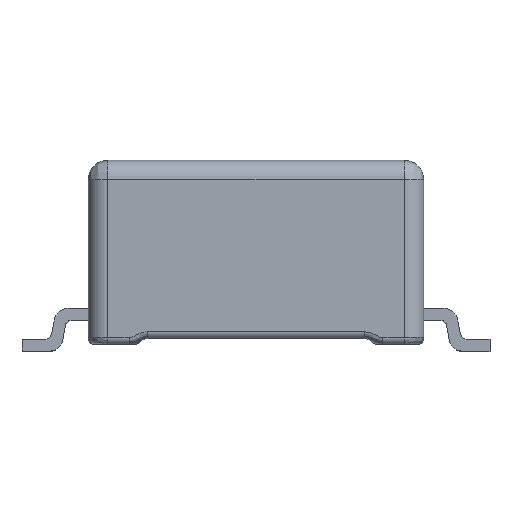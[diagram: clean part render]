
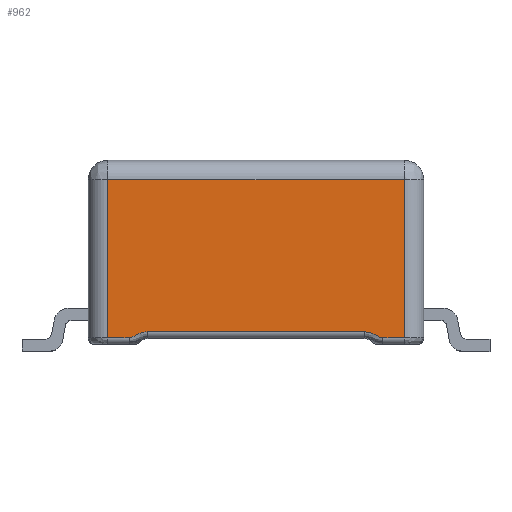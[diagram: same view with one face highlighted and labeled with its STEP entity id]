
A CAD part, top view. The second image highlights one B-rep face of the part: STEP entity #962.
In plain terms, the highlighted planar face has unit normal (0, 0, 1).
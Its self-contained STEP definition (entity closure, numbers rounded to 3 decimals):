
#184 = VERTEX_POINT('',#185);
#185 = CARTESIAN_POINT('',(-3.16,-0.41,0.));
#192 = EDGE_CURVE('',#184,#193,#195,.T.);
#193 = VERTEX_POINT('',#194);
#194 = CARTESIAN_POINT('',(3.16,-0.41,0.));
#195 = LINE('',#196,#197);
#196 = CARTESIAN_POINT('',(0.,-0.41,0.));
#197 = VECTOR('',#198,1.);
#198 = DIRECTION('',(1.,0.,-0.));
#962 = ADVANCED_FACE('',(#963),#1054,.T.);
#963 = FACE_BOUND('',#964,.T.);
#964 = EDGE_LOOP('',(#965,#966,#974,#982,#1005,#1013,#1040,#1048));
#965 = ORIENTED_EDGE('',*,*,#192,.F.);
#966 = ORIENTED_EDGE('',*,*,#967,.T.);
#967 = EDGE_CURVE('',#184,#968,#970,.T.);
#968 = VERTEX_POINT('',#969);
#969 = CARTESIAN_POINT('',(-3.16,-3.78,0.));
#970 = LINE('',#971,#972);
#971 = CARTESIAN_POINT('',(-3.16,0.,0.));
#972 = VECTOR('',#973,1.);
#973 = DIRECTION('',(-0.,-1.,-0.));
#974 = ORIENTED_EDGE('',*,*,#975,.T.);
#975 = EDGE_CURVE('',#968,#976,#978,.T.);
#976 = VERTEX_POINT('',#977);
#977 = CARTESIAN_POINT('',(-2.7,-3.78,0.));
#978 = LINE('',#979,#980);
#979 = CARTESIAN_POINT('',(0.,-3.78,0.));
#980 = VECTOR('',#981,1.);
#981 = DIRECTION('',(1.,0.,-0.));
#982 = ORIENTED_EDGE('',*,*,#983,.T.);
#983 = EDGE_CURVE('',#976,#984,#986,.T.);
#984 = VERTEX_POINT('',#985);
#985 = CARTESIAN_POINT('',(-2.312,-3.65,0.));
#986 = B_SPLINE_CURVE_WITH_KNOTS('',3,(#987,#988,#989,#990,#991,#992,
    #993,#994,#995,#996,#997,#998,#999,#1000,#1001,#1002,#1003,#1004),
  .UNSPECIFIED.,.F.,.F.,(4,1,2,2,2,1,1,1,2,2,4),(0.,0.063,0.094,
    0.125,0.25,0.375,0.438,0.469,0.484,0.5,1.),.UNSPECIFIED.);
#987 = CARTESIAN_POINT('',(-2.7,-3.78,0.));
#988 = CARTESIAN_POINT('',(-2.692,-3.78,0.));
#989 = CARTESIAN_POINT('',(-2.68,-3.778,-0.));
#990 = CARTESIAN_POINT('',(-2.667,-3.775,-0.));
#991 = CARTESIAN_POINT('',(-2.659,-3.772,-0.));
#992 = CARTESIAN_POINT('',(-2.653,-3.77,0.));
#993 = CARTESIAN_POINT('',(-2.64,-3.765,-0.));
#994 = CARTESIAN_POINT('',(-2.626,-3.758,0.));
#995 = CARTESIAN_POINT('',(-2.581,-3.733,-0.));
#996 = CARTESIAN_POINT('',(-2.553,-3.718,-0.));
#997 = CARTESIAN_POINT('',(-2.529,-3.705,-0.));
#998 = CARTESIAN_POINT('',(-2.52,-3.701,-0.));
#999 = CARTESIAN_POINT('',(-2.516,-3.699,-0.));
#1000 = CARTESIAN_POINT('',(-2.514,-3.698,-0.));
#1001 = CARTESIAN_POINT('',(-2.514,-3.698,0.));
#1002 = CARTESIAN_POINT('',(-2.445,-3.666,-0.));
#1003 = CARTESIAN_POINT('',(-2.378,-3.65,0.));
#1004 = CARTESIAN_POINT('',(-2.312,-3.65,0.));
#1005 = ORIENTED_EDGE('',*,*,#1006,.T.);
#1006 = EDGE_CURVE('',#984,#1007,#1009,.T.);
#1007 = VERTEX_POINT('',#1008);
#1008 = CARTESIAN_POINT('',(2.312,-3.65,0.));
#1009 = LINE('',#1010,#1011);
#1010 = CARTESIAN_POINT('',(0.,-3.65,0.));
#1011 = VECTOR('',#1012,1.);
#1012 = DIRECTION('',(1.,0.,-0.));
#1013 = ORIENTED_EDGE('',*,*,#1014,.T.);
#1014 = EDGE_CURVE('',#1007,#1015,#1017,.T.);
#1015 = VERTEX_POINT('',#1016);
#1016 = CARTESIAN_POINT('',(2.7,-3.78,0.));
#1017 = B_SPLINE_CURVE_WITH_KNOTS('',3,(#1018,#1019,#1020,#1021,#1022,
    #1023,#1024,#1025,#1026,#1027,#1028,#1029,#1030,#1031,#1032,#1033,
    #1034,#1035,#1036,#1037,#1038,#1039),.UNSPECIFIED.,.F.,.F.,(4,1,1,1,
    1,2,2,1,2,2,1,2,2,4),(0.,0.25,0.375,0.438,0.469,0.484,0.5,
    0.625,0.688,0.75,0.813,0.844,0.875,1.),.UNSPECIFIED.);
#1018 = CARTESIAN_POINT('',(2.312,-3.65,0.));
#1019 = CARTESIAN_POINT('',(2.345,-3.65,0.));
#1020 = CARTESIAN_POINT('',(2.394,-3.656,-0.));
#1021 = CARTESIAN_POINT('',(2.453,-3.673,-0.));
#1022 = CARTESIAN_POINT('',(2.482,-3.684,-0.));
#1023 = CARTESIAN_POINT('',(2.497,-3.69,-0.));
#1024 = CARTESIAN_POINT('',(2.503,-3.693,-0.));
#1025 = CARTESIAN_POINT('',(2.507,-3.695,-0.));
#1026 = CARTESIAN_POINT('',(2.511,-3.696,0.));
#1027 = CARTESIAN_POINT('',(2.52,-3.701,0.));
#1028 = CARTESIAN_POINT('',(2.537,-3.709,-0.));
#1029 = CARTESIAN_POINT('',(2.563,-3.723,-0.));
#1030 = CARTESIAN_POINT('',(2.582,-3.734,-0.));
#1031 = CARTESIAN_POINT('',(2.593,-3.74,0.));
#1032 = CARTESIAN_POINT('',(2.613,-3.751,-0.));
#1033 = CARTESIAN_POINT('',(2.626,-3.758,-0.));
#1034 = CARTESIAN_POINT('',(2.637,-3.763,-0.));
#1035 = CARTESIAN_POINT('',(2.644,-3.767,-0.));
#1036 = CARTESIAN_POINT('',(2.646,-3.767,0.));
#1037 = CARTESIAN_POINT('',(2.667,-3.776,-0.));
#1038 = CARTESIAN_POINT('',(2.684,-3.78,0.));
#1039 = CARTESIAN_POINT('',(2.7,-3.78,0.));
#1040 = ORIENTED_EDGE('',*,*,#1041,.T.);
#1041 = EDGE_CURVE('',#1015,#1042,#1044,.T.);
#1042 = VERTEX_POINT('',#1043);
#1043 = CARTESIAN_POINT('',(3.16,-3.78,0.));
#1044 = LINE('',#1045,#1046);
#1045 = CARTESIAN_POINT('',(0.,-3.78,0.));
#1046 = VECTOR('',#1047,1.);
#1047 = DIRECTION('',(1.,0.,-0.));
#1048 = ORIENTED_EDGE('',*,*,#1049,.T.);
#1049 = EDGE_CURVE('',#1042,#193,#1050,.T.);
#1050 = LINE('',#1051,#1052);
#1051 = CARTESIAN_POINT('',(3.16,0.,0.));
#1052 = VECTOR('',#1053,1.);
#1053 = DIRECTION('',(0.,1.,0.));
#1054 = PLANE('',#1055);
#1055 = AXIS2_PLACEMENT_3D('',#1056,#1057,#1058);
#1056 = CARTESIAN_POINT('',(0.,0.,0.));
#1057 = DIRECTION('',(0.,-0.,1.));
#1058 = DIRECTION('',(1.,0.,0.));
